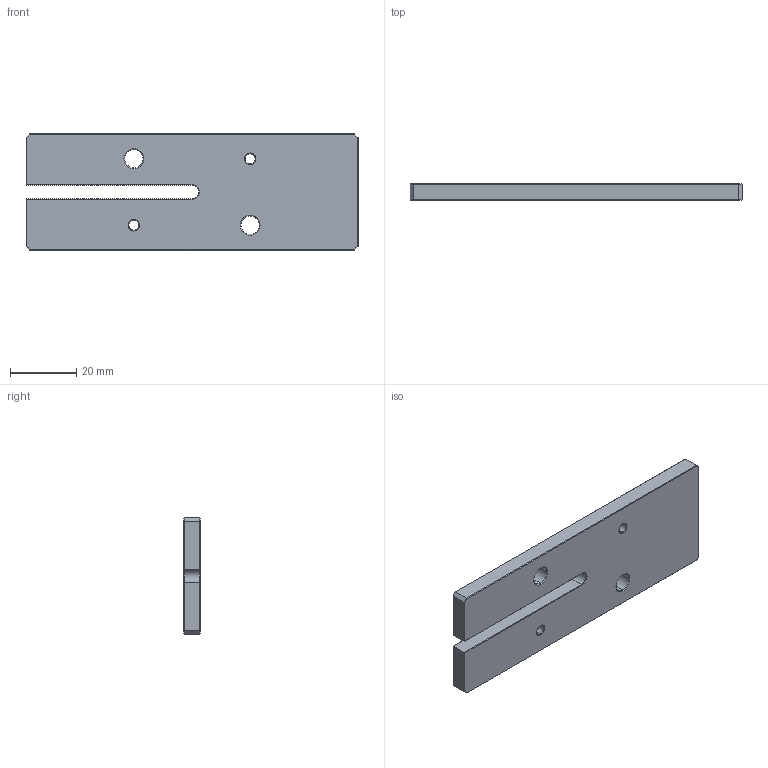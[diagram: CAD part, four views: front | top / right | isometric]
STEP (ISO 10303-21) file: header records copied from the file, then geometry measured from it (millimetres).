
FILE_DESCRIPTION (( 'STEP AP214' ), '1' );
FILE_NAME ('Brazing Spacer.STEP', '2023-07-06T05:33:20', ( '' ), ( '' ), 'SwSTEP 2.0', 'SolidWorks 2021', '' );
FILE_SCHEMA (( 'AUTOMOTIVE_DESIGN' ));
Length unit declared in the file: millimetre
Products named in the file (1): Brazing Spacer
Bounding box: 100 x 5 x 35 mm (x, y, z)
Volume: 16132.1 mm3; surface area: 8475.1 mm2
Topology: 1 solids, 1 shells, 62 faces, 140 edges, 80 vertices
Faces by surface type: plane 35, cone 18, cylinder 9
Entity records: 1730 total; most frequent: DIRECTION 302, CARTESIAN_POINT 283, ORIENTED_EDGE 280, EDGE_CURVE 140, LINE 104, VECTOR 104, AXIS2_PLACEMENT_3D 99, VERTEX_POINT 80
